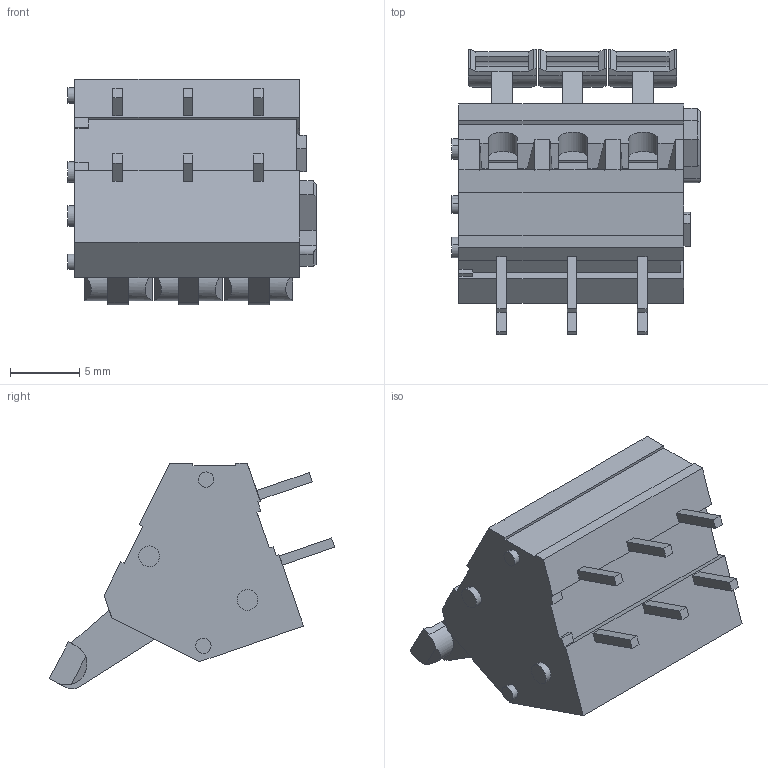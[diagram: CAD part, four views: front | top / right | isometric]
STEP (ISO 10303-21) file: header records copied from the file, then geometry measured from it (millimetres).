
FILE_DESCRIPTION((''),'2;1');
FILE_NAME('C-2834077-2','2017-02-24T',('workeradm'),('Tyco Electronics Ltd.'),'CREO PARAMETRIC BY PTC INC, 2016050','CREO PARAMETRIC BY PTC INC, 2016050','');
FILE_SCHEMA(('AUTOMOTIVE_DESIGN { 1 0 10303 214 1 1 1 1 }'));
Length unit declared in the file: millimetre
Products named in the file (1): C-2834077-2
Bounding box: 17.94 x 20.64 x 16.32 mm (x, y, z)
Volume: 2176.6 mm3; surface area: 1572.1 mm2
Topology: 1 solids, 1 shells, 235 faces, 616 edges, 398 vertices
Faces by surface type: plane 190, cylinder 35, cone 10
Entity records: 7218 total; most frequent: CARTESIAN_POINT 1327, ORIENTED_EDGE 1232, DIRECTION 1165, EDGE_CURVE 616, VECTOR 523, LINE 523, VERTEX_POINT 398, AXIS2_PLACEMENT_3D 321
